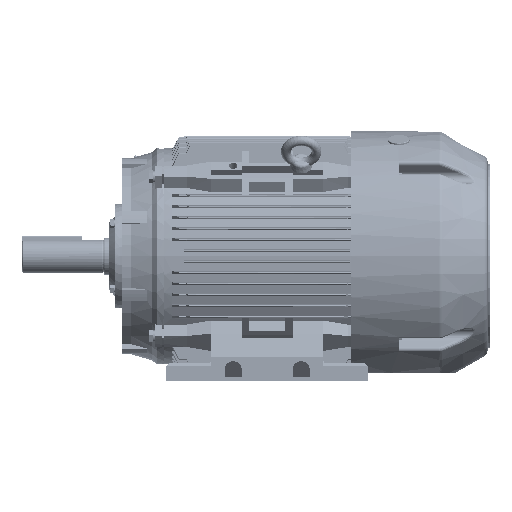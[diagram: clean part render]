
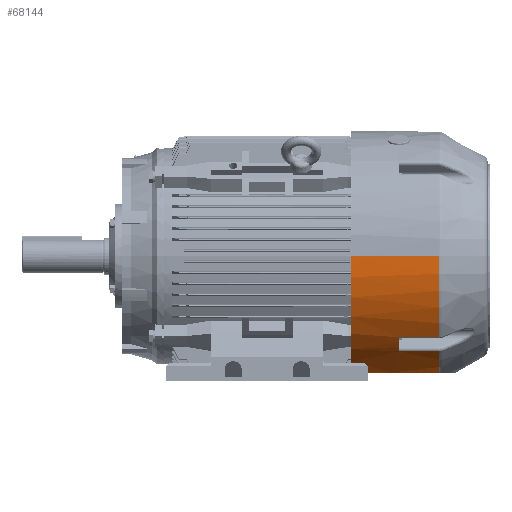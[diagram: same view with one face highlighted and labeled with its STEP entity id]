
A CAD part, front view. The second image highlights one B-rep face of the part: STEP entity #68144.
In plain terms, the highlighted cylindrical face has radius 204 mm (diameter 408 mm), a partial arc.
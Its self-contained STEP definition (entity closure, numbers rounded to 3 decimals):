
#2516 = ORIENTED_EDGE ( 'NONE', *, *, #2848, .F. ) ;
#2520 = EDGE_CURVE ( 'NONE', #2523, #2524, #141648, .T. ) ;
#2522 = ORIENTED_EDGE ( 'NONE', *, *, #2520, .F. ) ;
#2523 = VERTEX_POINT ( 'NONE', #141858 ) ;
#2524 = VERTEX_POINT ( 'NONE', #141854 ) ;
#2525 = VERTEX_POINT ( 'NONE', #141851 ) ;
#2527 = ORIENTED_EDGE ( 'NONE', *, *, #2528, .T. ) ;
#2528 = EDGE_CURVE ( 'NONE', #2525, #2524, #141823, .T. ) ;
#2529 = EDGE_CURVE ( 'NONE', #2525, #57331, #141801, .T. ) ;
#2530 = ORIENTED_EDGE ( 'NONE', *, *, #2529, .F. ) ;
#2531 = ORIENTED_EDGE ( 'NONE', *, *, #66924, .T. ) ;
#2534 = ORIENTED_EDGE ( 'NONE', *, *, #2536, .T. ) ;
#2535 = VERTEX_POINT ( 'NONE', #141964 ) ;
#2536 = EDGE_CURVE ( 'NONE', #2535, #66752, #141956, .T. ) ;
#2541 = EDGE_CURVE ( 'NONE', #2544, #2535, #141878, .T. ) ;
#2543 = ORIENTED_EDGE ( 'NONE', *, *, #2541, .T. ) ;
#2544 = VERTEX_POINT ( 'NONE', #141868 ) ;
#2545 = EDGE_CURVE ( 'NONE', #2550, #162582, #141861, .T. ) ;
#2546 = ORIENTED_EDGE ( 'NONE', *, *, #2548, .T. ) ;
#2547 = ORIENTED_EDGE ( 'NONE', *, *, #2545, .T. ) ;
#2548 = EDGE_CURVE ( 'NONE', #162610, #2544, #142054, .T. ) ;
#2549 = ORIENTED_EDGE ( 'NONE', *, *, #162628, .T. ) ;
#2550 = VERTEX_POINT ( 'NONE', #142045 ) ;
#2848 = EDGE_CURVE ( 'NONE', #2550, #2523, #142033, .T. ) ;
#42685 = CARTESIAN_POINT ( 'NONE',  ( 0., 0., 204. ) ) ;
#43110 = CARTESIAN_POINT ( 'NONE',  ( 144.11, 0., 204. ) ) ;
#43157 = DIRECTION ( 'NONE',  ( -1., 0., 0. ) ) ;
#43158 = VECTOR ( 'NONE', #43157, 1000. ) ;
#43159 = CARTESIAN_POINT ( 'NONE',  ( 0., 0., 204. ) ) ;
#43160 = LINE ( 'NONE', #43159, #43158 ) ;
#43179 = DIRECTION ( 'NONE',  ( 0., 0., 1. ) ) ;
#43180 = DIRECTION ( 'NONE',  ( -1., 0., 0. ) ) ;
#43181 = CARTESIAN_POINT ( 'NONE',  ( 0., 0., 0. ) ) ;
#43182 = AXIS2_PLACEMENT_3D ( 'NONE', #43181, #43180, #43179 ) ;
#43183 = CYLINDRICAL_SURFACE ( 'NONE', #43182, 204. ) ;
#43184 = FACE_OUTER_BOUND ( 'NONE', #67023, .T. ) ;
#57331 = VERTEX_POINT ( 'NONE', #42685 ) ;
#66752 = VERTEX_POINT ( 'NONE', #43110 ) ;
#66924 = EDGE_CURVE ( 'NONE', #66752, #57331, #43160, .T. ) ;
#67023 = EDGE_LOOP ( 'NONE', ( #2534, #2531, #2530, #2527, #2522, #2516, #2547, #2549, #2546, #2543 ) ) ;
#68144 = ADVANCED_FACE ( 'NONE', ( #43184 ), #43183, .T. ) ;
#113801 = CARTESIAN_POINT ( 'NONE',  ( 144.11, -155.381, 132.185 ) ) ;
#113874 = DIRECTION ( 'NONE',  ( -1., 0., 0. ) ) ;
#113875 = VECTOR ( 'NONE', #113874, 1000. ) ;
#113876 = CARTESIAN_POINT ( 'NONE',  ( 0., -155.381, 132.185 ) ) ;
#113877 = LINE ( 'NONE', #113876, #113875 ) ;
#113891 = CARTESIAN_POINT ( 'NONE',  ( 78., -155.381, 132.185 ) ) ;
#141640 = DIRECTION ( 'NONE',  ( -1., 0., 0. ) ) ;
#141641 = VECTOR ( 'NONE', #141640, 1000. ) ;
#141644 = CARTESIAN_POINT ( 'NONE',  ( 75., -190., 74.27 ) ) ;
#141648 = LINE ( 'NONE', #141644, #141641 ) ;
#141745 = CARTESIAN_POINT ( 'NONE',  ( 5., -190., 74.27 ) ) ;
#141748 = CARTESIAN_POINT ( 'NONE',  ( 4.656, -190., 74.27 ) ) ;
#141750 = CARTESIAN_POINT ( 'NONE',  ( 4.311, -189.986, 74.306 ) ) ;
#141752 = CARTESIAN_POINT ( 'NONE',  ( 3.646, -189.932, 74.445 ) ) ;
#141754 = CARTESIAN_POINT ( 'NONE',  ( 3.325, -189.892, 74.547 ) ) ;
#141756 = CARTESIAN_POINT ( 'NONE',  ( 2.708, -189.787, 74.813 ) ) ;
#141759 = CARTESIAN_POINT ( 'NONE',  ( 2.411, -189.721, 74.979 ) ) ;
#141762 = CARTESIAN_POINT ( 'NONE',  ( 1.869, -189.571, 75.357 ) ) ;
#141765 = CARTESIAN_POINT ( 'NONE',  ( 1.62, -189.487, 75.571 ) ) ;
#141768 = CARTESIAN_POINT ( 'NONE',  ( 1.279, -189.344, 75.926 ) ) ;
#141770 = CARTESIAN_POINT ( 'NONE',  ( 1.171, -189.294, 76.05 ) ) ;
#141773 = CARTESIAN_POINT ( 'NONE',  ( 0.97, -189.192, 76.306 ) ) ;
#141775 = CARTESIAN_POINT ( 'NONE',  ( 0.877, -189.139, 76.437 ) ) ;
#141778 = CARTESIAN_POINT ( 'NONE',  ( 0.618, -188.975, 76.842 ) ) ;
#141780 = CARTESIAN_POINT ( 'NONE',  ( 0.472, -188.859, 77.125 ) ) ;
#141783 = CARTESIAN_POINT ( 'NONE',  ( 0.236, -188.615, 77.72 ) ) ;
#141786 = CARTESIAN_POINT ( 'NONE',  ( 0.147, -188.489, 78.025 ) ) ;
#141789 = CARTESIAN_POINT ( 'NONE',  ( 0.03, -188.233, 78.641 ) ) ;
#141796 = DIRECTION ( 'NONE',  ( 0., 0., 1. ) ) ;
#141797 = DIRECTION ( 'NONE',  ( -1., 0., 0. ) ) ;
#141800 = AXIS2_PLACEMENT_3D ( 'NONE', #141819, #141797, #141796 ) ;
#141801 = CIRCLE ( 'NONE', #141800, 204. ) ;
#141811 = CARTESIAN_POINT ( 'NONE',  ( 0., -188.102, 78.953 ) ) ;
#141813 = CARTESIAN_POINT ( 'NONE',  ( 0., -187.969, 79.27 ) ) ;
#141819 = CARTESIAN_POINT ( 'NONE',  ( 0., 0., 0. ) ) ;
#141823 = B_SPLINE_CURVE_WITH_KNOTS ( 'NONE', 3,
 ( #141813, #141811, #141789, #141786, #141783, #141780, #141778, #141775, #141773, #141770, #141768, #141765, #141762, #141759, #141756, #141754, #141752, #141750, #141748, #141745 ),
 .UNSPECIFIED., .F., .F.,
 ( 4, 2, 2, 2, 2, 2, 2, 2, 2, 4 ),
 ( 0., 0.001, 0.002, 0.003, 0.004, 0.004, 0.005, 0.006, 0.007, 0.008 ),
 .UNSPECIFIED. ) ;
#141851 = CARTESIAN_POINT ( 'NONE',  ( 0., -187.969, 79.27 ) ) ;
#141854 = CARTESIAN_POINT ( 'NONE',  ( 5., -190., 74.27 ) ) ;
#141858 = CARTESIAN_POINT ( 'NONE',  ( 65., -190., 74.27 ) ) ;
#141861 = CIRCLE ( 'NONE', #142071, 204. ) ;
#141868 = CARTESIAN_POINT ( 'NONE',  ( 78., -132.185, 155.381 ) ) ;
#141872 = DIRECTION ( 'NONE',  ( 1., 0., 0. ) ) ;
#141873 = VECTOR ( 'NONE', #141872, 1000. ) ;
#141877 = CARTESIAN_POINT ( 'NONE',  ( 0., -132.185, 155.381 ) ) ;
#141878 = LINE ( 'NONE', #141877, #141873 ) ;
#141948 = DIRECTION ( 'NONE',  ( 0., 0., 1. ) ) ;
#141950 = DIRECTION ( 'NONE',  ( -1., 0., 0. ) ) ;
#141951 = CARTESIAN_POINT ( 'NONE',  ( 144.11, 0., 0. ) ) ;
#141953 = AXIS2_PLACEMENT_3D ( 'NONE', #141951, #141950, #141948 ) ;
#141956 = CIRCLE ( 'NONE', #141953, 204. ) ;
#141964 = CARTESIAN_POINT ( 'NONE',  ( 144.11, -132.185, 155.381 ) ) ;
#142026 = DIRECTION ( 'NONE',  ( -1., 0., 0. ) ) ;
#142028 = VECTOR ( 'NONE', #142026, 1000. ) ;
#142030 = CARTESIAN_POINT ( 'NONE',  ( 227., -190., 74.27 ) ) ;
#142033 = LINE ( 'NONE', #142030, #142028 ) ;
#142045 = CARTESIAN_POINT ( 'NONE',  ( 144.11, -190., 74.27 ) ) ;
#142048 = DIRECTION ( 'NONE',  ( 0., 0., 1. ) ) ;
#142050 = DIRECTION ( 'NONE',  ( -1., 0., 0. ) ) ;
#142052 = AXIS2_PLACEMENT_3D ( 'NONE', #142072, #142050, #142048 ) ;
#142054 = CIRCLE ( 'NONE', #142052, 204. ) ;
#142063 = DIRECTION ( 'NONE',  ( 0., 0., 1. ) ) ;
#142065 = DIRECTION ( 'NONE',  ( -1., 0., 0. ) ) ;
#142068 = CARTESIAN_POINT ( 'NONE',  ( 144.11, 0., 0. ) ) ;
#142071 = AXIS2_PLACEMENT_3D ( 'NONE', #142068, #142065, #142063 ) ;
#142072 = CARTESIAN_POINT ( 'NONE',  ( 78., 0., 0. ) ) ;
#162582 = VERTEX_POINT ( 'NONE', #113801 ) ;
#162610 = VERTEX_POINT ( 'NONE', #113891 ) ;
#162628 = EDGE_CURVE ( 'NONE', #162582, #162610, #113877, .T. ) ;
